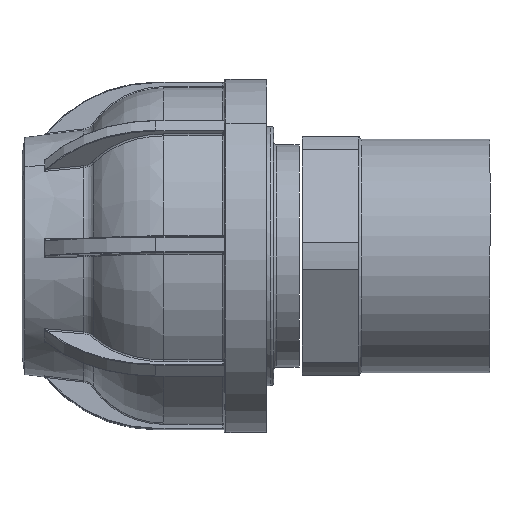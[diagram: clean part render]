
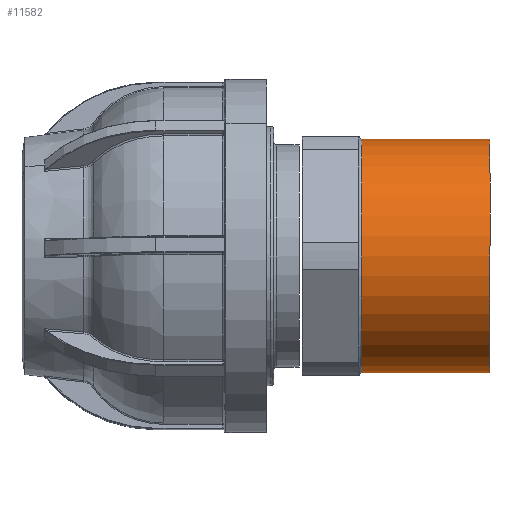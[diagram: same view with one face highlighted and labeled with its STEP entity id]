
A CAD part, front view. The second image highlights one B-rep face of the part: STEP entity #11582.
In plain terms, the highlighted cylindrical face has radius 20.5 mm (diameter 41 mm), a partial arc.
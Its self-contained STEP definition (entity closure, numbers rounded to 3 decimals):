
#836 = CARTESIAN_POINT ( 'NONE',  ( -18., -108.853, 0. ) ) ;
#837 = DIRECTION ( 'NONE',  ( -1., 0., 0. ) ) ;
#838 = DIRECTION ( 'NONE',  ( 0., 0., -1. ) ) ;
#5380 = EDGE_LOOP ( 'NONE', ( #9203, #9205, #9204, #9206 ) ) ;
#7621 = VERTEX_POINT ( 'NONE', #20463 ) ;
#7622 = VERTEX_POINT ( 'NONE', #20464 ) ;
#7623 = VERTEX_POINT ( 'NONE', #20465 ) ;
#7624 = VERTEX_POINT ( 'NONE', #20466 ) ;
#9203 = ORIENTED_EDGE ( 'NONE', *, *, #9713, .T. ) ;
#9204 = ORIENTED_EDGE ( 'NONE', *, *, #9714, .T. ) ;
#9205 = ORIENTED_EDGE ( 'NONE', *, *, #9712, .T. ) ;
#9206 = ORIENTED_EDGE ( 'NONE', *, *, #9715, .F. ) ;
#9712 = EDGE_CURVE ( 'NONE', #7623, #7622, #16760, .T. ) ;
#9713 = EDGE_CURVE ( 'NONE', #7624, #7623, #23774, .T. ) ;
#9714 = EDGE_CURVE ( 'NONE', #7622, #7621, #23773, .T. ) ;
#9715 = EDGE_CURVE ( 'NONE', #7624, #7621, #16761, .T. ) ;
#11582 = ADVANCED_FACE ( 'NONE', ( #17117 ), #17118, .T. ) ;
#16760 = LINE ( 'NONE', #22831, #23775 ) ;
#16761 = LINE ( 'NONE', #22839, #23780 ) ;
#17117 = FACE_OUTER_BOUND ( 'NONE', #5380, .T. ) ;
#17118 = CYLINDRICAL_SURFACE ( 'NONE', #28419, 20.5 ) ;
#20463 = CARTESIAN_POINT ( 'NONE',  ( -18.5, -108.853, -20.5 ) ) ;
#20464 = CARTESIAN_POINT ( 'NONE',  ( -18.5, -108.853, 20.5 ) ) ;
#20465 = CARTESIAN_POINT ( 'NONE',  ( 4., -108.853, 20.5 ) ) ;
#20466 = CARTESIAN_POINT ( 'NONE',  ( 4., -108.853, -20.5 ) ) ;
#22831 = CARTESIAN_POINT ( 'NONE',  ( -18., -108.853, 20.5 ) ) ;
#22832 = DIRECTION ( 'NONE',  ( -1., 0., 0. ) ) ;
#22833 = CARTESIAN_POINT ( 'NONE',  ( 4., -108.853, 0. ) ) ;
#22834 = DIRECTION ( 'NONE',  ( -1., 0., 0. ) ) ;
#22835 = DIRECTION ( 'NONE',  ( 0., 0., -1. ) ) ;
#22836 = CARTESIAN_POINT ( 'NONE',  ( -18.5, -108.853, 0. ) ) ;
#22837 = DIRECTION ( 'NONE',  ( 1., 0., 0. ) ) ;
#22838 = DIRECTION ( 'NONE',  ( 0., 0., -1. ) ) ;
#22839 = CARTESIAN_POINT ( 'NONE',  ( -18., -108.853, -20.5 ) ) ;
#22840 = DIRECTION ( 'NONE',  ( -1., 0., 0. ) ) ;
#23773 = CIRCLE ( 'NONE', #23778, 20.5 ) ;
#23774 = CIRCLE ( 'NONE', #23776, 20.5 ) ;
#23775 = VECTOR ( 'NONE', #22832, 1000. ) ;
#23776 = AXIS2_PLACEMENT_3D ( 'NONE', #22833, #22834, #22835 ) ;
#23778 = AXIS2_PLACEMENT_3D ( 'NONE', #22836, #22837, #22838 ) ;
#23780 = VECTOR ( 'NONE', #22840, 1000. ) ;
#28419 = AXIS2_PLACEMENT_3D ( 'NONE', #836, #837, #838 ) ;
